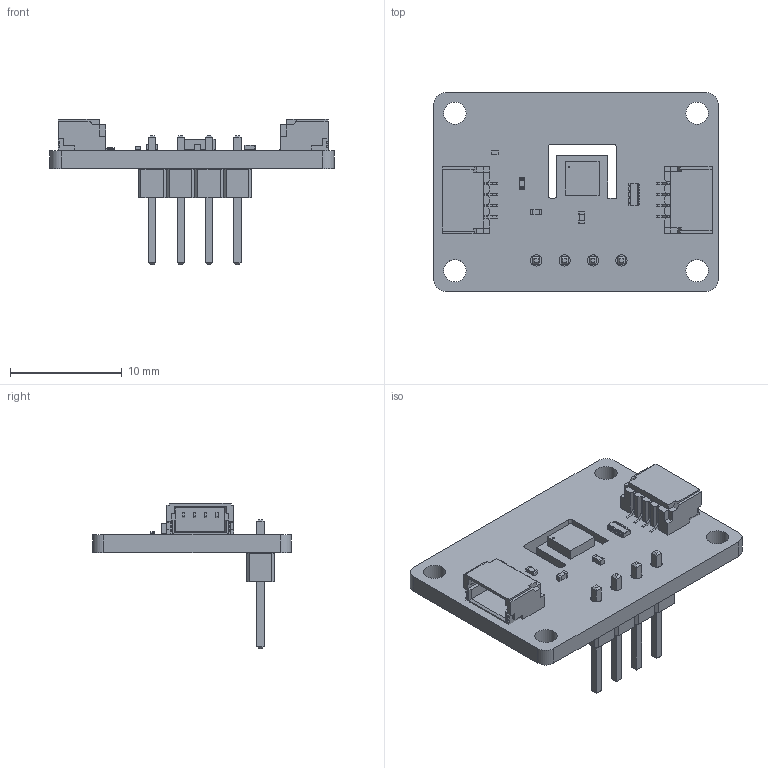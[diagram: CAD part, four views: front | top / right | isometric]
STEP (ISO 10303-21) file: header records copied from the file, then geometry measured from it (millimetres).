
FILE_DESCRIPTION(('KiCad electronic assembly'),'2;1');
FILE_NAME('AHT20_PRJ.step','2023-11-21T01:00:58',('An Author'),( 'A Company'),'Open CASCADE STEP processor 6.9', 'KiCad to STEP converter','Unknown');
FILE_SCHEMA(('AUTOMOTIVE_DESIGN { 1 0 10303 214 1 1 1 1 }'));
Length unit declared in the file: millimetre
Products named in the file (16): Open CASCADE STEP translator 6.9 1; C_0402_1005Metric; SOLID; SENSOR_AHT20_GAE; COMPOUND; SM04B-SRSS-TB_LF__SN_; LED_0201_0603Metric; PinHeader_1x04_P2.54mm_Vertical; R_0402_1005Metric; R_Array_Concave_4x0402
Assembly tree (17 placements, depth 3):
  Open CASCADE STEP translator 6.9 1
    C_0402_1005Metric  x2
      SOLID
    SENSOR_AHT20_GAE
      COMPOUND
    SM04B-SRSS-TB_LF__SN_  x2
      COMPOUND
    LED_0201_0603Metric
      SOLID
    PinHeader_1x04_P2.54mm_Vertical
      SOLID
    R_0402_1005Metric
      SOLID
    R_Array_Concave_4x0402
      SOLID
    COMPOUND
Bounding box: 25.4 x 17.78 x 12.99 mm (x, y, z)
Volume: 846.4 mm3; surface area: 1726.7 mm2
Topology: 29 solids, 29 shells, 880 faces, 2391 edges, 1578 vertices
Faces by surface type: plane 695, cylinder 185
Full cylindrical faces by diameter (mm): 0.15 x1, 1 x4, 2 x4
Entity records: 46930 total; most frequent: CARTESIAN_POINT 10225, DIRECTION 6349, LINE 4426, VECTOR 4426, ORIENTED_EDGE 3350, PCURVE 3350, DEFINITIONAL_REPRESENTATION 3350, EDGE_CURVE 1675
